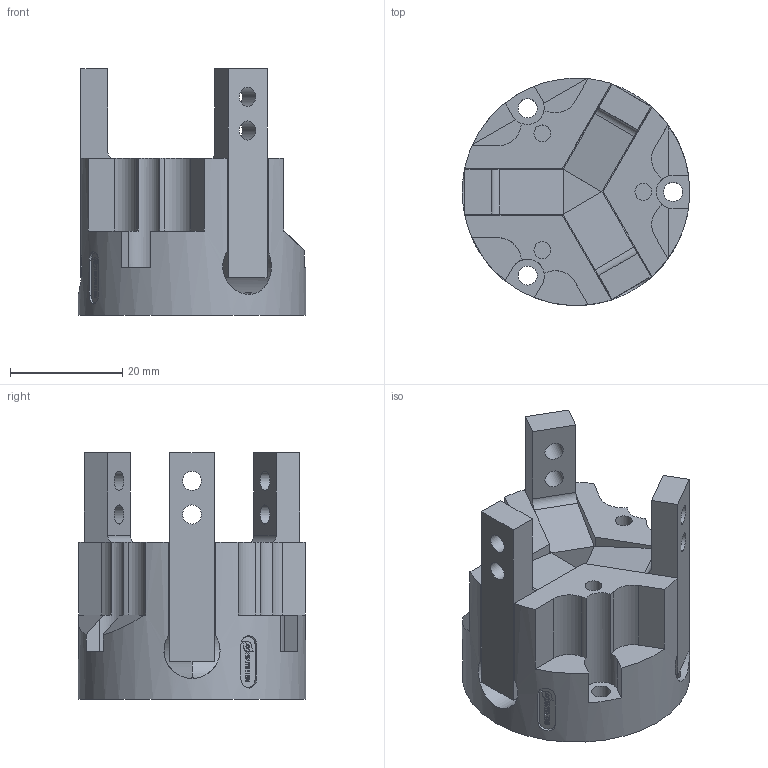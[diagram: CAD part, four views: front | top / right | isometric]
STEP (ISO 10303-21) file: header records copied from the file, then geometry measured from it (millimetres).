
FILE_DESCRIPTION( ( 'STEP AP214' ), '1' );
FILE_NAME( 'SCHUNK-0305204 SGW 40, 010.stp', '2020-05-13T13:01:16', ( 'License CC BY-ND 4.0' ), ( 'CADENAS' ), ' ', 'PARTsolutions', ' ' );
FILE_SCHEMA( ( 'AUTOMOTIVE_DESIGN { 1 0 10303 214 1 1 1 1 }' ) );
Length unit declared in the file: millimetre
Products named in the file (4): SCHUNK-0305204 SGW 40, 010; _SCHUNK-0305204 Gehaeuse SGW 40; _SCHUNK-9646132 Finger SGB 32; _SCHUNK-9941369 Typenschild 3x9x0.3
Assembly tree (5 placements, depth 2):
  SCHUNK-0305204 SGW 40, 010
    _SCHUNK-0305204 Gehaeuse SGW 40
    _SCHUNK-9646132 Finger SGB 32  x3
    _SCHUNK-9941369 Typenschild 3x9x0.3
Bounding box: 40.5 x 40.5 x 43.9 mm (x, y, z)
Volume: 26539.3 mm3; surface area: 13712 mm2
Topology: 5 solids, 5 shells, 224 faces, 612 edges, 410 vertices
Faces by surface type: plane 156, cylinder 68
Full cylindrical faces by diameter (mm): 0.48 x1, 1 x1, 2 x2, 2.459 x2, 3 x3, 3.4 x9, 4 x3, 4.1 x2, 5 x1, 7 x1, 10 x3, 40.5 x1
Entity records: 8021 total; most frequent: CARTESIAN_POINT 1466, DIRECTION 1021, ORIENTED_EDGE 992, EDGE_CURVE 496, LINE 345, VECTOR 345, VERTEX_POINT 343, AXIS2_PLACEMENT_3D 338
